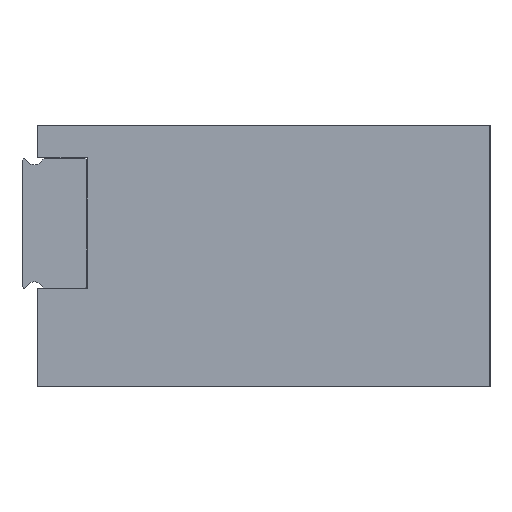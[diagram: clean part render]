
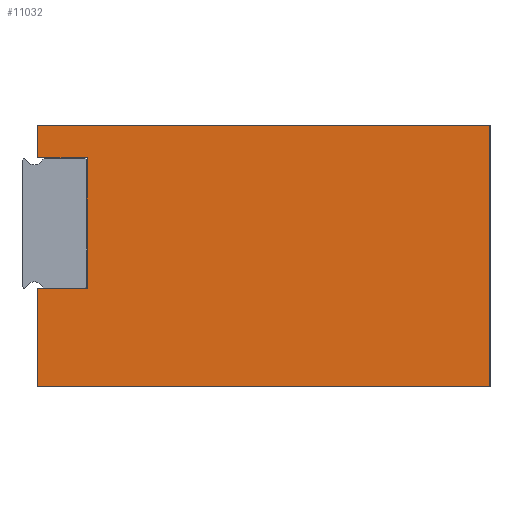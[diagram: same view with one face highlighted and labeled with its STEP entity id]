
A CAD part, left-side view. The second image highlights one B-rep face of the part: STEP entity #11032.
In plain terms, the highlighted planar face has unit normal (-1, 0, 0).
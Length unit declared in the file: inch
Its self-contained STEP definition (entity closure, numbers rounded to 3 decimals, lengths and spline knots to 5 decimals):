
#532 = FACE_OUTER_BOUND ( 'NONE', #7754, .T. ) ;
#708 = VERTEX_POINT ( 'NONE', #2092 ) ;
#940 = VECTOR ( 'NONE', #14240, 39.37008 ) ;
#1819 = VERTEX_POINT ( 'NONE', #14347 ) ;
#1914 = CARTESIAN_POINT ( 'NONE',  ( -3., 1.54, -0.625 ) ) ;
#1995 = DIRECTION ( 'NONE',  ( 0., 0., 1. ) ) ;
#2092 = CARTESIAN_POINT ( 'NONE',  ( -3., 0., -1. ) ) ;
#2239 = DIRECTION ( 'NONE',  ( 0., 0., -1. ) ) ;
#2365 = PLANE ( 'NONE',  #9925 ) ;
#2584 = VERTEX_POINT ( 'NONE', #4047 ) ;
#2630 = LINE ( 'NONE', #4449, #11632 ) ;
#3043 = DIRECTION ( 'NONE',  ( 0., 0., 1. ) ) ;
#3077 = LINE ( 'NONE', #13998, #15364 ) ;
#3145 = CARTESIAN_POINT ( 'NONE',  ( -3., 0., 0. ) ) ;
#3291 = CARTESIAN_POINT ( 'NONE',  ( -3., 0., 0. ) ) ;
#3372 = DIRECTION ( 'NONE',  ( 0., 1., 0. ) ) ;
#3592 = EDGE_CURVE ( 'NONE', #10852, #708, #15002, .T. ) ;
#3773 = CARTESIAN_POINT ( 'NONE',  ( -3., 1.54, -0.625 ) ) ;
#3879 = LINE ( 'NONE', #15280, #6723 ) ;
#4047 = CARTESIAN_POINT ( 'NONE',  ( -3., 1.73, -0.625 ) ) ;
#4112 = EDGE_CURVE ( 'NONE', #1819, #2584, #3077, .T. ) ;
#4292 = EDGE_CURVE ( 'NONE', #13782, #10852, #10308, .T. ) ;
#4449 = CARTESIAN_POINT ( 'NONE',  ( -3., 1.54, -0.124 ) ) ;
#4632 = ORIENTED_EDGE ( 'NONE', *, *, #14088, .F. ) ;
#4811 = DIRECTION ( 'NONE',  ( 0., 0., 1. ) ) ;
#4949 = CARTESIAN_POINT ( 'NONE',  ( -3., 1.73, 0. ) ) ;
#5212 = EDGE_CURVE ( 'NONE', #9882, #9167, #2630, .T. ) ;
#5336 = VECTOR ( 'NONE', #8817, 39.37008 ) ;
#5545 = VECTOR ( 'NONE', #2239, 39.37008 ) ;
#6138 = VECTOR ( 'NONE', #3372, 39.37008 ) ;
#6662 = CARTESIAN_POINT ( 'NONE',  ( -3., 1.73, -0.124 ) ) ;
#6722 = EDGE_CURVE ( 'NONE', #9167, #10993, #8672, .T. ) ;
#6723 = VECTOR ( 'NONE', #3043, 39.37008 ) ;
#7754 = EDGE_LOOP ( 'NONE', ( #15380, #12938, #10631, #15437, #7777, #4632, #15695, #11799 ) ) ;
#7777 = ORIENTED_EDGE ( 'NONE', *, *, #5212, .F. ) ;
#8198 = LINE ( 'NONE', #3773, #5336 ) ;
#8223 = EDGE_CURVE ( 'NONE', #10993, #13782, #3879, .T. ) ;
#8337 = CARTESIAN_POINT ( 'NONE',  ( -3., 1.73, -0.124 ) ) ;
#8442 = CARTESIAN_POINT ( 'NONE',  ( -3., 0., 0. ) ) ;
#8672 = LINE ( 'NONE', #6662, #14875 ) ;
#8817 = DIRECTION ( 'NONE',  ( 0., -1., 0. ) ) ;
#9087 = CARTESIAN_POINT ( 'NONE',  ( -3., 1.54, -0.124 ) ) ;
#9167 = VERTEX_POINT ( 'NONE', #9087 ) ;
#9370 = LINE ( 'NONE', #15450, #6138 ) ;
#9882 = VERTEX_POINT ( 'NONE', #1914 ) ;
#9925 = AXIS2_PLACEMENT_3D ( 'NONE', #8442, #12191, #4811 ) ;
#9956 = EDGE_CURVE ( 'NONE', #708, #1819, #9370, .T. ) ;
#10308 = LINE ( 'NONE', #3145, #940 ) ;
#10525 = CARTESIAN_POINT ( 'NONE',  ( -3., 0., -1. ) ) ;
#10631 = ORIENTED_EDGE ( 'NONE', *, *, #8223, .F. ) ;
#10852 = VERTEX_POINT ( 'NONE', #3291 ) ;
#10993 = VERTEX_POINT ( 'NONE', #8337 ) ;
#11032 = ADVANCED_FACE ( 'NONE', ( #532 ), #2365, .T. ) ;
#11632 = VECTOR ( 'NONE', #1995, 39.37008 ) ;
#11799 = ORIENTED_EDGE ( 'NONE', *, *, #9956, .F. ) ;
#12191 = DIRECTION ( 'NONE',  ( -1., 0., 0. ) ) ;
#12906 = DIRECTION ( 'NONE',  ( 0., 0., 1. ) ) ;
#12938 = ORIENTED_EDGE ( 'NONE', *, *, #4292, .F. ) ;
#13782 = VERTEX_POINT ( 'NONE', #4949 ) ;
#13998 = CARTESIAN_POINT ( 'NONE',  ( -3., 1.73, -0.625 ) ) ;
#14088 = EDGE_CURVE ( 'NONE', #2584, #9882, #8198, .T. ) ;
#14124 = DIRECTION ( 'NONE',  ( 0., 1., 0. ) ) ;
#14240 = DIRECTION ( 'NONE',  ( 0., -1., 0. ) ) ;
#14347 = CARTESIAN_POINT ( 'NONE',  ( -3., 1.73, -1. ) ) ;
#14875 = VECTOR ( 'NONE', #14124, 39.37008 ) ;
#15002 = LINE ( 'NONE', #10525, #5545 ) ;
#15280 = CARTESIAN_POINT ( 'NONE',  ( -3., 1.73, 0. ) ) ;
#15364 = VECTOR ( 'NONE', #12906, 39.37008 ) ;
#15380 = ORIENTED_EDGE ( 'NONE', *, *, #3592, .F. ) ;
#15437 = ORIENTED_EDGE ( 'NONE', *, *, #6722, .F. ) ;
#15450 = CARTESIAN_POINT ( 'NONE',  ( -3., 1.73, -1. ) ) ;
#15695 = ORIENTED_EDGE ( 'NONE', *, *, #4112, .F. ) ;
